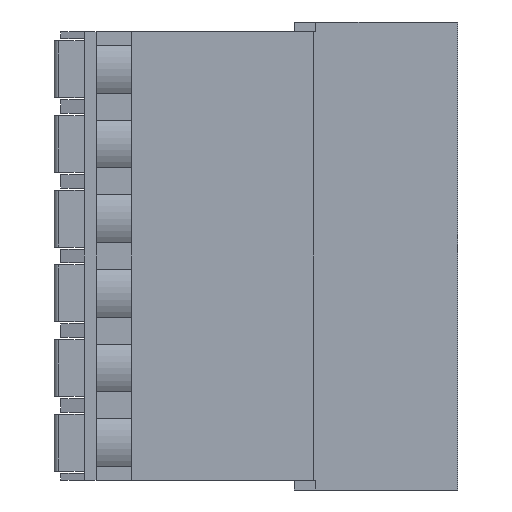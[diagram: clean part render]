
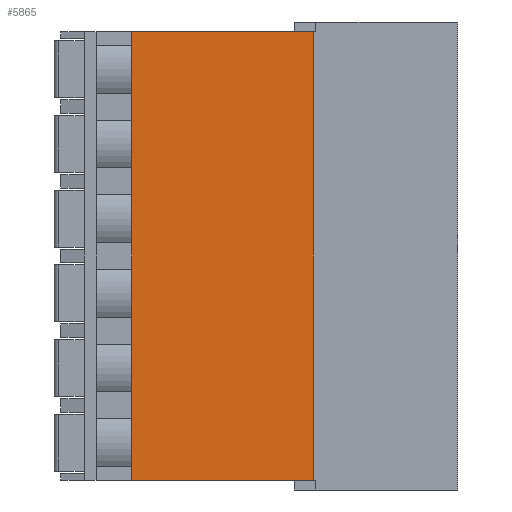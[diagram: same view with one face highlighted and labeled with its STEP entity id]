
A CAD part, left-side view. The second image highlights one B-rep face of the part: STEP entity #5865.
In plain terms, the highlighted planar face has unit normal (-1, 0, 0).
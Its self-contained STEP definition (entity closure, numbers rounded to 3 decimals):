
#139=DIRECTION('',(0.,-1.,0.));
#140=VECTOR('',#139,12.15);
#141=CARTESIAN_POINT('',(-4.009,8.128,-27.5));
#142=LINE('',#141,#140);
#405=DIRECTION('',(0.,-1.,0.));
#406=VECTOR('',#405,12.15);
#407=CARTESIAN_POINT('',(-4.009,8.128,2.5));
#408=LINE('',#407,#406);
#510=DIRECTION('',(0.,0.,1.));
#511=VECTOR('',#510,30.);
#512=CARTESIAN_POINT('',(-4.009,-4.022,-27.5));
#513=LINE('',#512,#511);
#526=DIRECTION('',(0.,0.,1.));
#527=VECTOR('',#526,2.5);
#528=CARTESIAN_POINT('',(-4.009,8.128,-27.5));
#529=LINE('',#528,#527);
#530=DIRECTION('',(0.,0.,-1.));
#531=VECTOR('',#530,2.5);
#532=CARTESIAN_POINT('',(-4.009,8.128,2.5));
#533=LINE('',#532,#531);
#557=DIRECTION('',(0.,0.,-1.));
#558=VECTOR('',#557,5.);
#559=CARTESIAN_POINT('',(-4.009,8.128,-20.));
#560=LINE('',#559,#558);
#601=DIRECTION('',(0.,0.,-1.));
#602=VECTOR('',#601,5.);
#603=CARTESIAN_POINT('',(-4.009,8.128,-15.));
#604=LINE('',#603,#602);
#645=DIRECTION('',(0.,0.,-1.));
#646=VECTOR('',#645,5.);
#647=CARTESIAN_POINT('',(-4.009,8.128,-10.));
#648=LINE('',#647,#646);
#689=DIRECTION('',(0.,0.,-1.));
#690=VECTOR('',#689,5.);
#691=CARTESIAN_POINT('',(-4.009,8.128,-5.));
#692=LINE('',#691,#690);
#733=DIRECTION('',(0.,0.,-1.));
#734=VECTOR('',#733,5.);
#735=CARTESIAN_POINT('',(-4.009,8.128,0.));
#736=LINE('',#735,#734);
#4122=CARTESIAN_POINT('',(-4.009,-4.022,-27.5));
#4124=VERTEX_POINT('',#4122);
#4142=CARTESIAN_POINT('',(-4.009,-4.022,2.5));
#4144=VERTEX_POINT('',#4142);
#4302=CARTESIAN_POINT('',(-4.009,8.128,2.5));
#4304=VERTEX_POINT('',#4302);
#4312=CARTESIAN_POINT('',(-4.009,8.128,0.));
#4313=VERTEX_POINT('',#4312);
#4504=CARTESIAN_POINT('',(-4.009,8.128,-5.));
#4505=VERTEX_POINT('',#4504);
#4682=CARTESIAN_POINT('',(-4.009,8.128,-10.));
#4683=VERTEX_POINT('',#4682);
#4814=CARTESIAN_POINT('',(-4.009,8.128,-15.));
#4815=VERTEX_POINT('',#4814);
#4946=CARTESIAN_POINT('',(-4.009,8.128,-20.));
#4947=VERTEX_POINT('',#4946);
#5218=CARTESIAN_POINT('',(-4.009,8.128,-25.));
#5219=VERTEX_POINT('',#5218);
#5282=CARTESIAN_POINT('',(-4.009,8.128,-27.5));
#5283=VERTEX_POINT('',#5282);
#5841=CARTESIAN_POINT('',(-4.009,11.328,-27.5));
#5842=DIRECTION('',(-1.,0.,0.));
#5843=DIRECTION('',(0.,-1.,0.));
#5844=AXIS2_PLACEMENT_3D('',#5841,#5842,#5843);
#5845=PLANE('',#5844);
#5847=ORIENTED_EDGE('',*,*,#5846,.T.);
#5849=ORIENTED_EDGE('',*,*,#5848,.F.);
#5851=ORIENTED_EDGE('',*,*,#5850,.F.);
#5853=ORIENTED_EDGE('',*,*,#5852,.F.);
#5855=ORIENTED_EDGE('',*,*,#5854,.F.);
#5857=ORIENTED_EDGE('',*,*,#5856,.F.);
#5859=ORIENTED_EDGE('',*,*,#5858,.F.);
#5860=ORIENTED_EDGE('',*,*,#5712,.T.);
#5861=ORIENTED_EDGE('',*,*,#5808,.F.);
#5862=ORIENTED_EDGE('',*,*,#5365,.F.);
#5863=EDGE_LOOP('',(#5847,#5849,#5851,#5853,#5855,#5857,#5859,#5860,#5861,
#5862));
#5864=FACE_OUTER_BOUND('',#5863,.F.);
#5365=EDGE_CURVE('',#5283,#4124,#142,.T.);
#5712=EDGE_CURVE('',#4304,#4144,#408,.T.);
#5808=EDGE_CURVE('',#4124,#4144,#513,.T.);
#5846=EDGE_CURVE('',#5283,#5219,#529,.T.);
#5848=EDGE_CURVE('',#4947,#5219,#560,.T.);
#5850=EDGE_CURVE('',#4815,#4947,#604,.T.);
#5852=EDGE_CURVE('',#4683,#4815,#648,.T.);
#5854=EDGE_CURVE('',#4505,#4683,#692,.T.);
#5856=EDGE_CURVE('',#4313,#4505,#736,.T.);
#5858=EDGE_CURVE('',#4304,#4313,#533,.T.);
#5865=ADVANCED_FACE('',(#5864),#5845,.T.);
